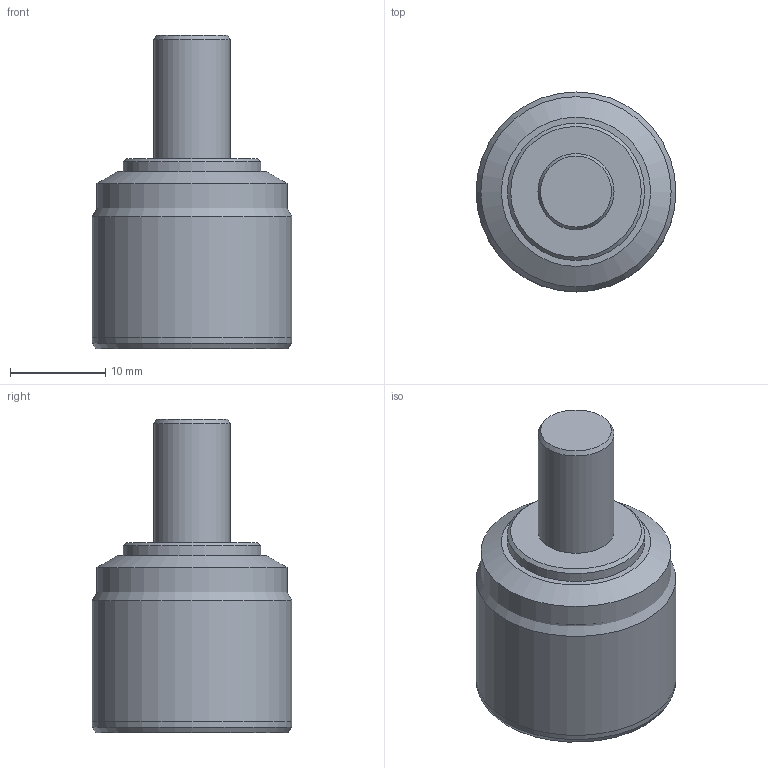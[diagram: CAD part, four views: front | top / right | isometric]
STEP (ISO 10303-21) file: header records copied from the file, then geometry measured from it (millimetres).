
FILE_DESCRIPTION(/* description */ (''),/* implementation_level */ '2;1');
FILE_NAME(/* name */ 'PF84-21H6-EN1.stp',/* time_stamp */ '2018-03-16T14:54:28+05:00',/* author */ (''),/* organization */ (''),/* preprocessor_version */ 'ST-DEVELOPER v16',/* originating_system */ 'SIEMENS PLM Software NX 11.0',/* authorisation */ '');
FILE_SCHEMA (('AUTOMOTIVE_DESIGN { 1 0 10303 214 3 1 1 1 }'));
Length unit declared in the file: millimetre
Products named in the file (1): inpuC3D1mmxu
Bounding box: 21 x 21 x 32.97 mm (x, y, z)
Volume: 9443.2 mm3; surface area: 4159.8 mm2
Topology: 3 solids, 3 shells, 19 faces, 31 edges, 19 vertices
Faces by surface type: plane 7, cone 7, cylinder 5
Full cylindrical faces by diameter (mm): 7.999 x1, 14 x1, 14.429 x1, 19.996 x1, 21 x1
Entity records: 440 total; most frequent: DIRECTION 80, CARTESIAN_POINT 57, AXIS2_PLACEMENT_3D 40, EDGE_LOOP 34, ORIENTED_EDGE 34, FACE_BOUND 30, ADVANCED_FACE 19, VERTEX_POINT 17
